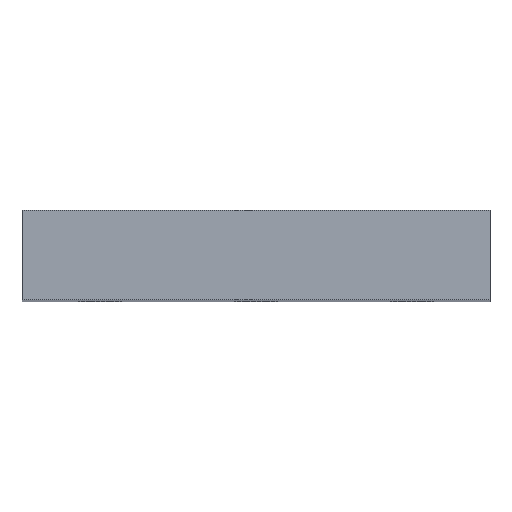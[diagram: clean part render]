
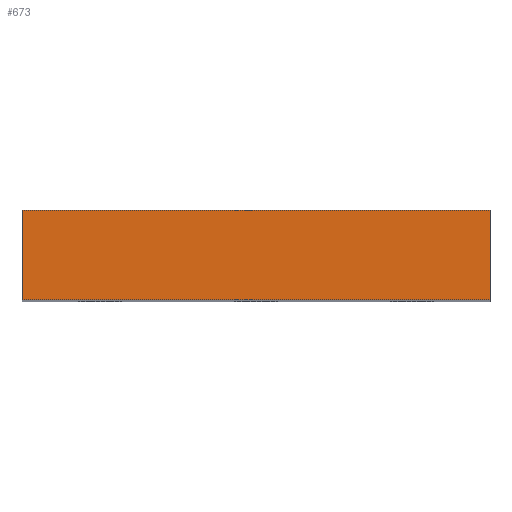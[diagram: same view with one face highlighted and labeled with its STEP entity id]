
A CAD part, top view. The second image highlights one B-rep face of the part: STEP entity #673.
In plain terms, the highlighted planar face has unit normal (0, 0, 1).
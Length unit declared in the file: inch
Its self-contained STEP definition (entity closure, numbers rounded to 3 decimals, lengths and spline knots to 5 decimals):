
#3 = LINE ( 'NONE', #73, #72 ) ;
#4 = CARTESIAN_POINT ( 'NONE',  ( -0.98425, 0.375, 2.55906 ) ) ;
#22 = DIRECTION ( 'NONE',  ( 0., 0., -1. ) ) ;
#32 = CARTESIAN_POINT ( 'NONE',  ( -0.98425, 0.375, 2.55906 ) ) ;
#72 = VECTOR ( 'NONE', #529, 39.37008 ) ;
#73 = CARTESIAN_POINT ( 'NONE',  ( 0.98425, 0.375, 2.55906 ) ) ;
#90 = CARTESIAN_POINT ( 'NONE',  ( -0.98425, 0.375, 2.55906 ) ) ;
#132 = LINE ( 'NONE', #4, #310 ) ;
#185 = EDGE_CURVE ( 'NONE', #305, #652, #132, .T. ) ;
#199 = DIRECTION ( 'NONE',  ( 0., -1., 0. ) ) ;
#211 = EDGE_LOOP ( 'NONE', ( #804, #432, #676, #532 ) ) ;
#249 = EDGE_CURVE ( 'NONE', #305, #793, #811, .T. ) ;
#281 = DIRECTION ( 'NONE',  ( -1., 0., 0. ) ) ;
#305 = VERTEX_POINT ( 'NONE', #32 ) ;
#310 = VECTOR ( 'NONE', #199, 39.37008 ) ;
#375 = VERTEX_POINT ( 'NONE', #783 ) ;
#404 = CARTESIAN_POINT ( 'NONE',  ( -0.98425, 0.375, 2.55906 ) ) ;
#414 = CARTESIAN_POINT ( 'NONE',  ( -0.98425, 0., 2.55906 ) ) ;
#432 = ORIENTED_EDGE ( 'NONE', *, *, #536, .F. ) ;
#465 = AXIS2_PLACEMENT_3D ( 'NONE', #404, #22, #281 ) ;
#474 = DIRECTION ( 'NONE',  ( 1., 0., 0. ) ) ;
#488 = VECTOR ( 'NONE', #615, 39.37008 ) ;
#529 = DIRECTION ( 'NONE',  ( 0., -1., 0. ) ) ;
#532 = ORIENTED_EDGE ( 'NONE', *, *, #185, .T. ) ;
#536 = EDGE_CURVE ( 'NONE', #793, #375, #3, .T. ) ;
#539 = FACE_OUTER_BOUND ( 'NONE', #211, .T. ) ;
#607 = CARTESIAN_POINT ( 'NONE',  ( -0.98425, 0., 2.55906 ) ) ;
#615 = DIRECTION ( 'NONE',  ( 1., 0., 0. ) ) ;
#652 = VERTEX_POINT ( 'NONE', #414 ) ;
#662 = EDGE_CURVE ( 'NONE', #652, #375, #688, .T. ) ;
#673 = ADVANCED_FACE ( 'NONE', ( #539 ), #807, .F. ) ;
#676 = ORIENTED_EDGE ( 'NONE', *, *, #249, .F. ) ;
#688 = LINE ( 'NONE', #607, #488 ) ;
#764 = CARTESIAN_POINT ( 'NONE',  ( 0.98425, 0.375, 2.55906 ) ) ;
#783 = CARTESIAN_POINT ( 'NONE',  ( 0.98425, 0., 2.55906 ) ) ;
#793 = VERTEX_POINT ( 'NONE', #764 ) ;
#804 = ORIENTED_EDGE ( 'NONE', *, *, #662, .T. ) ;
#807 = PLANE ( 'NONE',  #465 ) ;
#811 = LINE ( 'NONE', #90, #856 ) ;
#856 = VECTOR ( 'NONE', #474, 39.37008 ) ;
